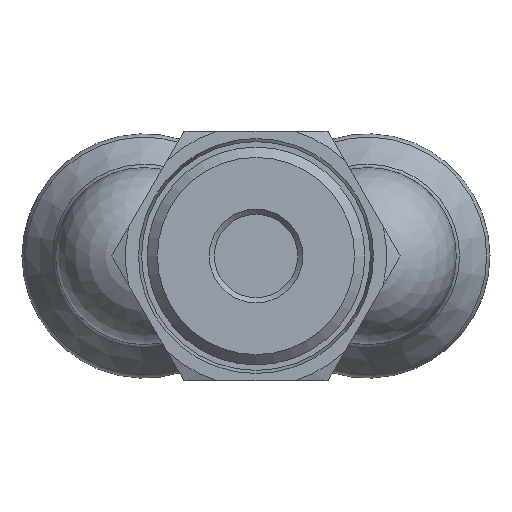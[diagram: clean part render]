
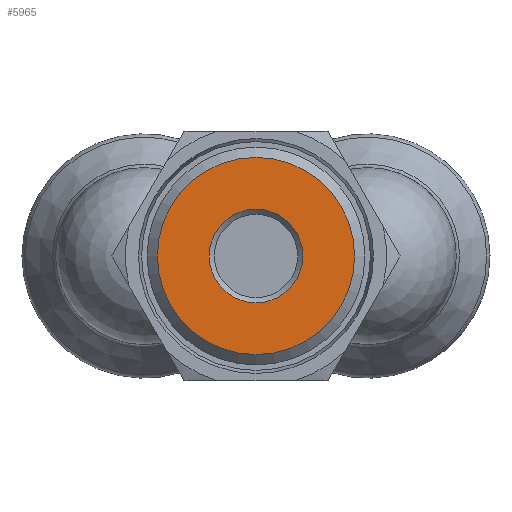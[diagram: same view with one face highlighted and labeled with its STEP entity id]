
A CAD part, front view. The second image highlights one B-rep face of the part: STEP entity #5965.
In plain terms, the highlighted face is planar.
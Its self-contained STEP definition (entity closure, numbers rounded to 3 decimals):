
#5934=CARTESIAN_POINT('',(-32.95,0.,-4.5));
#5935=VERTEX_POINT('',#5934);
#5936=CARTESIAN_POINT('',(-32.95,0.,0.0));
#5937=DIRECTION('',(-1.0,0.0,0.0));
#5938=DIRECTION('',(0.0,0.0,1.0));
#5939=AXIS2_PLACEMENT_3D('',#5936,#5937,#5938);
#5940=CIRCLE('',#5939,4.5);
#5941=EDGE_CURVE('',#5935,#5935,#5940,.T.);
#5946=CARTESIAN_POINT('',(-32.95,5.239,0.0));
#5947=DIRECTION('',(-1.0,0.0,0.0));
#5948=DIRECTION('',(0.0,0.0,1.0));
#5949=AXIS2_PLACEMENT_3D('',#5946,#5947,#5948);
#5950=PLANE('',#5949);
#5951=CARTESIAN_POINT('',(-32.95,9.477,0.));
#5952=VERTEX_POINT('',#5951);
#5953=CARTESIAN_POINT('',(-32.95,0.,0.0));
#5954=DIRECTION('',(1.0,0.0,0.0));
#5955=DIRECTION('',(0.0,-1.0,0.0));
#5956=AXIS2_PLACEMENT_3D('',#5953,#5954,#5955);
#5957=CIRCLE('',#5956,9.478);
#5958=EDGE_CURVE('',#5952,#5952,#5957,.T.);
#5959=ORIENTED_EDGE('',*,*,#5958,.F.);
#5960=EDGE_LOOP('',(#5959));
#5961=FACE_OUTER_BOUND('',#5960,.T.);
#5962=ORIENTED_EDGE('',*,*,#5941,.F.);
#5963=EDGE_LOOP('',(#5962));
#5964=FACE_BOUND('',#5963,.T.);
#5965=ADVANCED_FACE('',(#5961,#5964),#5950,.T.);
